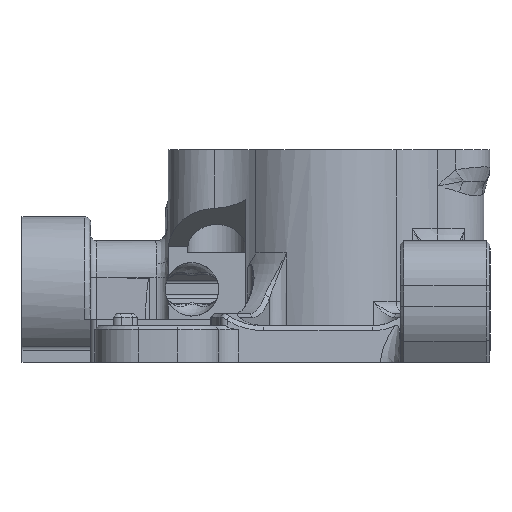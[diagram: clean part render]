
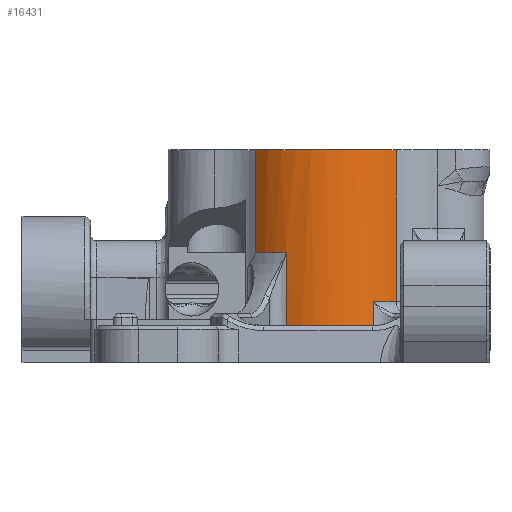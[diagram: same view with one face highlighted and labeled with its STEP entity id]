
A CAD part, left-side view. The second image highlights one B-rep face of the part: STEP entity #16431.
In plain terms, the highlighted cylindrical face has radius 8 mm (diameter 16 mm), a partial arc.
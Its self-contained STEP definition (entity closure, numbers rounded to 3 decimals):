
#2458=FACE_OUTER_BOUND('',#3500,.T.);
#3500=EDGE_LOOP('',(#15074,#15075,#15076,#15077,#15078,#15079,#15080,#15081));
#3858=LINE('',#28843,#4760);
#4231=LINE('',#46317,#5133);
#4262=LINE('',#46605,#5164);
#4363=LINE('',#48570,#5265);
#4760=VECTOR('',#19786,1000.);
#5133=VECTOR('',#21425,1000.);
#5164=VECTOR('',#21530,1000.);
#5265=VECTOR('',#21935,1000.);
#5810=CIRCLE('',#17267,8.);
#6035=CIRCLE('',#17662,8.);
#6091=CIRCLE('',#17752,8.);
#6166=CIRCLE('',#17947,8.);
#6900=VERTEX_POINT('',#28835);
#6901=VERTEX_POINT('',#28842);
#7047=VERTEX_POINT('',#32440);
#7049=VERTEX_POINT('',#32448);
#7152=VERTEX_POINT('',#35971);
#7155=VERTEX_POINT('',#36462);
#7494=VERTEX_POINT('',#44914);
#7647=VERTEX_POINT('',#48568);
#8750=EDGE_CURVE('',#6901,#6900,#3858,.T.);
#8987=EDGE_CURVE('',#7047,#7049,#5810,.T.);
#9688=EDGE_CURVE('',#7155,#7494,#6035,.T.);
#9814=EDGE_CURVE('',#7152,#7047,#4231,.T.);
#9816=EDGE_CURVE('',#6900,#7152,#6091,.T.);
#9868=EDGE_CURVE('',#7049,#7155,#4262,.T.);
#10063=EDGE_CURVE('',#7647,#7494,#4363,.T.);
#10071=EDGE_CURVE('',#6901,#7647,#6166,.T.);
#15074=ORIENTED_EDGE('',*,*,#10071,.F.);
#15075=ORIENTED_EDGE('',*,*,#8750,.T.);
#15076=ORIENTED_EDGE('',*,*,#9816,.T.);
#15077=ORIENTED_EDGE('',*,*,#9814,.T.);
#15078=ORIENTED_EDGE('',*,*,#8987,.T.);
#15079=ORIENTED_EDGE('',*,*,#9868,.T.);
#15080=ORIENTED_EDGE('',*,*,#9688,.T.);
#15081=ORIENTED_EDGE('',*,*,#10063,.F.);
#15421=CYLINDRICAL_SURFACE('',#18084,8.);
#16431=ADVANCED_FACE('',(#2458),#15421,.T.);
#17267=AXIS2_PLACEMENT_3D('',#32450,#20134,#20135);
#17662=AXIS2_PLACEMENT_3D('',#44915,#21205,#21206);
#17752=AXIS2_PLACEMENT_3D('',#46320,#21430,#21431);
#17947=AXIS2_PLACEMENT_3D('',#48583,#21953,#21954);
#18084=AXIS2_PLACEMENT_3D('',#48835,#22270,#22271);
#19786=DIRECTION('',(0.,0.,-1.));
#20134=DIRECTION('center_axis',(0.,0.,1.));
#20135=DIRECTION('ref_axis',(1.,0.,0.));
#21205=DIRECTION('center_axis',(0.,0.,1.));
#21206=DIRECTION('ref_axis',(1.,0.,0.));
#21425=DIRECTION('',(0.,0.,-1.));
#21430=DIRECTION('center_axis',(0.,0.,1.));
#21431=DIRECTION('ref_axis',(1.,0.,0.));
#21530=DIRECTION('',(0.,0.,1.));
#21935=DIRECTION('',(0.,0.,-1.));
#21953=DIRECTION('center_axis',(0.,0.,1.));
#21954=DIRECTION('ref_axis',(1.,0.,0.));
#22270=DIRECTION('center_axis',(0.,0.,-1.));
#22271=DIRECTION('ref_axis',(-1.,0.,0.));
#28835=CARTESIAN_POINT('',(-5.533,5.778,9.));
#28842=CARTESIAN_POINT('',(-5.533,5.778,17.5));
#28843=CARTESIAN_POINT('',(-5.533,5.778,17.5));
#32440=CARTESIAN_POINT('',(-7.294,3.286,0.3));
#32448=CARTESIAN_POINT('',(-7.,-3.874,0.3));
#32450=CARTESIAN_POINT('Origin',(0.,0.,0.3));
#35971=CARTESIAN_POINT('',(-7.294,3.286,9.));
#36462=CARTESIAN_POINT('',(-7.,-3.874,5.));
#44914=CARTESIAN_POINT('',(-5.533,-5.778,5.));
#44915=CARTESIAN_POINT('Origin',(0.,0.,5.));
#46317=CARTESIAN_POINT('',(-7.294,3.286,17.5));
#46320=CARTESIAN_POINT('Origin',(0.,0.,9.));
#46605=CARTESIAN_POINT('',(-7.,-3.874,17.5));
#48568=CARTESIAN_POINT('',(-5.533,-5.778,17.5));
#48570=CARTESIAN_POINT('',(-5.533,-5.778,17.5));
#48583=CARTESIAN_POINT('Origin',(0.,0.,17.5));
#48835=CARTESIAN_POINT('Origin',(0.,0.,17.5));
